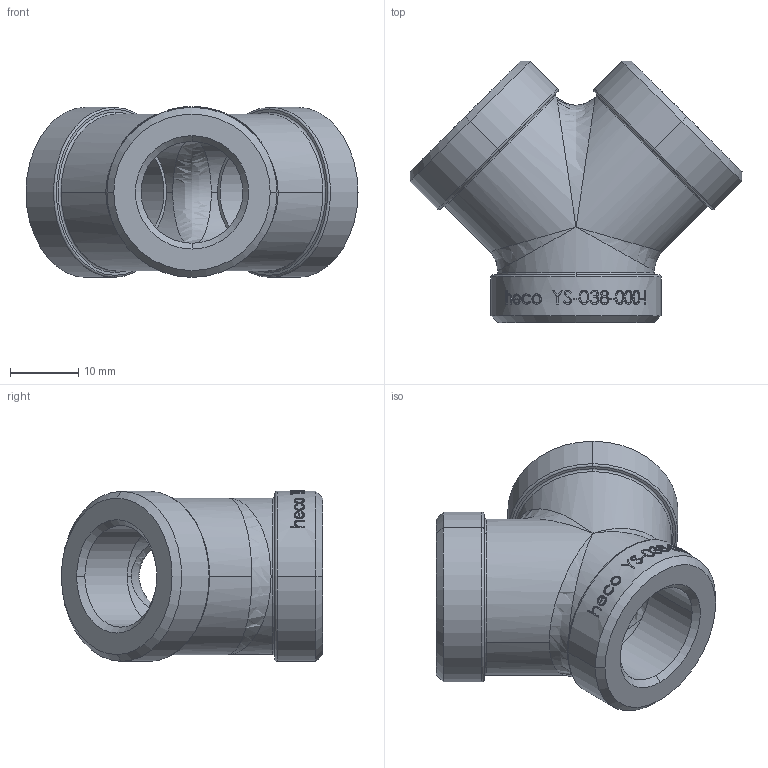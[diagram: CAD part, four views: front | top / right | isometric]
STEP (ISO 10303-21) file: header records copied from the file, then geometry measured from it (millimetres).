
FILE_DESCRIPTION (( 'STEP AP214' ), '1' );
FILE_NAME ('heco_YS-038-000-I.STEP', '2016-09-20T09:33:52', ( '' ), ( '' ), 'SwSTEP 2.0', 'SolidWorks 2016', '' );
FILE_SCHEMA (( 'AUTOMOTIVE_DESIGN' ));
Length unit declared in the file: millimetre
Products named in the file (1): heco_YS-038-000-I
Bounding box: 48.79 x 38.4 x 25.1 mm (x, y, z)
Volume: 12582.7 mm3; surface area: 6906.6 mm2
Topology: 1 solids, 1 shells, 247 faces, 638 edges, 410 vertices
Faces by surface type: bspline 132, cylinder 48, plane 43, cone 12, torus 12
Entity records: 23987 total; most frequent: CARTESIAN_POINT 17151, ORIENTED_EDGE 1252, EDGE_CURVE 626, DIRECTION 566, B_SPLINE_CURVE_WITH_KNOTS 414, VERTEX_POINT 410, EDGE_LOOP 280, FACE_OUTER_BOUND 247
